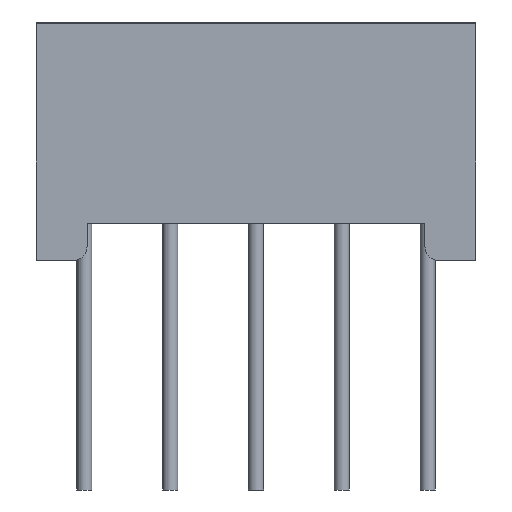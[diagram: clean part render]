
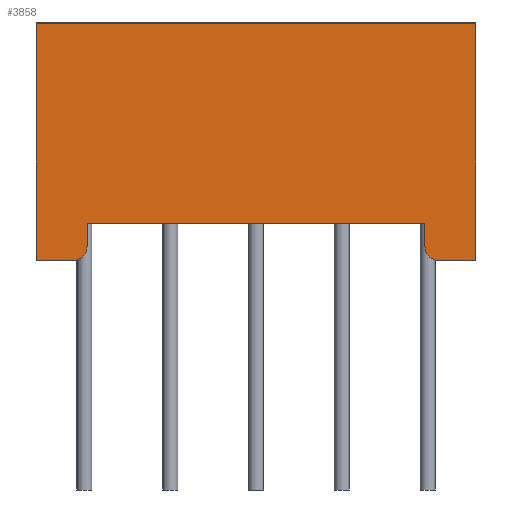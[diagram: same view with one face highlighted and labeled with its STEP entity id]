
A CAD part, left-side view. The second image highlights one B-rep face of the part: STEP entity #3858.
In plain terms, the highlighted planar face has unit normal (-1, 0, 0).
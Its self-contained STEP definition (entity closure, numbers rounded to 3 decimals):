
#97=CIRCLE('',#4105,0.4);
#103=CIRCLE('',#4119,0.4);
#225=FACE_OUTER_BOUND('',#462,.T.);
#462=EDGE_LOOP('',(#2943,#2944,#2945,#2946,#2947,#2948,#2949,#2950,#2951,
#2952));
#757=LINE('',#5599,#1252);
#792=LINE('',#5685,#1287);
#798=LINE('',#5699,#1293);
#817=LINE('',#5747,#1312);
#822=LINE('',#5759,#1317);
#826=LINE('',#5767,#1321);
#828=LINE('',#5770,#1323);
#830=LINE('',#5775,#1325);
#1252=VECTOR('',#4530,10.);
#1287=VECTOR('',#4601,10.);
#1293=VECTOR('',#4615,10.);
#1312=VECTOR('',#4662,10.);
#1317=VECTOR('',#4675,10.);
#1321=VECTOR('',#4685,10.);
#1323=VECTOR('',#4689,10.);
#1325=VECTOR('',#4697,10.);
#1706=VERTEX_POINT('',#5596);
#1707=VERTEX_POINT('',#5598);
#1739=VERTEX_POINT('',#5682);
#1740=VERTEX_POINT('',#5684);
#1743=VERTEX_POINT('',#5692);
#1744=VERTEX_POINT('',#5694);
#1758=VERTEX_POINT('',#5741);
#1759=VERTEX_POINT('',#5742);
#1762=VERTEX_POINT('',#5757);
#1763=VERTEX_POINT('',#5766);
#2107=EDGE_CURVE('',#1706,#1707,#757,.T.);
#2149=EDGE_CURVE('',#1739,#1740,#792,.T.);
#2154=EDGE_CURVE('',#1743,#1744,#97,.T.);
#2157=EDGE_CURVE('',#1743,#1707,#798,.T.);
#2179=EDGE_CURVE('',#1758,#1759,#103,.T.);
#2182=EDGE_CURVE('',#1759,#1706,#817,.T.);
#2188=EDGE_CURVE('',#1740,#1762,#822,.T.);
#2192=EDGE_CURVE('',#1763,#1762,#826,.T.);
#2194=EDGE_CURVE('',#1763,#1758,#828,.T.);
#2196=EDGE_CURVE('',#1739,#1744,#830,.T.);
#2943=ORIENTED_EDGE('',*,*,#2154,.F.);
#2944=ORIENTED_EDGE('',*,*,#2157,.T.);
#2945=ORIENTED_EDGE('',*,*,#2107,.F.);
#2946=ORIENTED_EDGE('',*,*,#2182,.F.);
#2947=ORIENTED_EDGE('',*,*,#2179,.F.);
#2948=ORIENTED_EDGE('',*,*,#2194,.F.);
#2949=ORIENTED_EDGE('',*,*,#2192,.T.);
#2950=ORIENTED_EDGE('',*,*,#2188,.F.);
#2951=ORIENTED_EDGE('',*,*,#2149,.F.);
#2952=ORIENTED_EDGE('',*,*,#2196,.T.);
#3649=PLANE('',#4131);
#3858=ADVANCED_FACE('',(#225),#3649,.T.);
#4105=AXIS2_PLACEMENT_3D('',#5695,#4609,#4610);
#4119=AXIS2_PLACEMENT_3D('',#5743,#4656,#4657);
#4131=AXIS2_PLACEMENT_3D('',#5774,#4695,#4696);
#4530=DIRECTION('',(0.,1.,0.));
#4601=DIRECTION('',(0.,0.,1.));
#4609=DIRECTION('center_axis',(1.,0.,0.));
#4610=DIRECTION('ref_axis',(0.,-0.707,-0.707));
#4615=DIRECTION('',(0.,0.,1.));
#4656=DIRECTION('center_axis',(1.,0.,0.));
#4657=DIRECTION('ref_axis',(0.,0.707,-0.707));
#4662=DIRECTION('',(0.,0.,1.));
#4675=DIRECTION('',(0.,-1.,0.));
#4685=DIRECTION('',(0.,0.,1.));
#4689=DIRECTION('',(0.,1.,0.));
#4695=DIRECTION('center_axis',(-1.,0.,0.));
#4696=DIRECTION('ref_axis',(0.,-1.,0.));
#4697=DIRECTION('',(0.,-1.,0.));
#5596=CARTESIAN_POINT('',(-5.,-5.,1.1));
#5598=CARTESIAN_POINT('',(-5.,5.,1.1));
#5599=CARTESIAN_POINT('',(-5.,-6.5,1.1));
#5682=CARTESIAN_POINT('',(-5.,6.5,0.));
#5684=CARTESIAN_POINT('',(-5.,6.5,7.));
#5685=CARTESIAN_POINT('',(-5.,6.5,1.1));
#5692=CARTESIAN_POINT('',(-5.,5.,0.4));
#5694=CARTESIAN_POINT('',(-5.,5.4,0.));
#5695=CARTESIAN_POINT('Origin',(-5.,5.4,0.4));
#5699=CARTESIAN_POINT('',(-5.,5.,0.));
#5741=CARTESIAN_POINT('',(-5.,-5.4,0.));
#5742=CARTESIAN_POINT('',(-5.,-5.,0.4));
#5743=CARTESIAN_POINT('Origin',(-5.,-5.4,0.4));
#5747=CARTESIAN_POINT('',(-5.,-5.,0.));
#5757=CARTESIAN_POINT('',(-5.,-6.5,7.));
#5759=CARTESIAN_POINT('',(-5.,-6.5,7.));
#5766=CARTESIAN_POINT('',(-5.,-6.5,0.));
#5767=CARTESIAN_POINT('',(-5.,-6.5,1.1));
#5770=CARTESIAN_POINT('',(-5.,-6.5,0.));
#5774=CARTESIAN_POINT('Origin',(-5.,6.5,0.));
#5775=CARTESIAN_POINT('',(-5.,6.5,0.));
